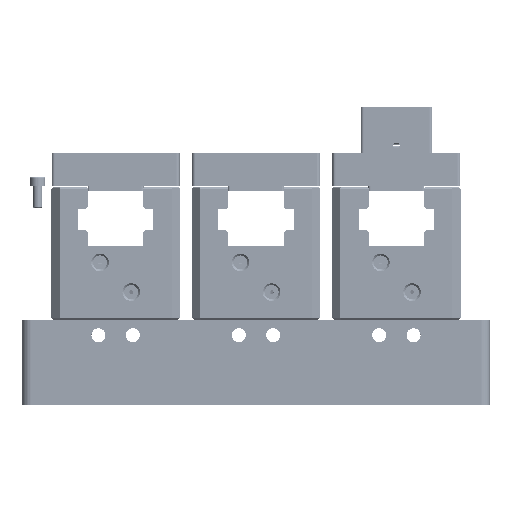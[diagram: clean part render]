
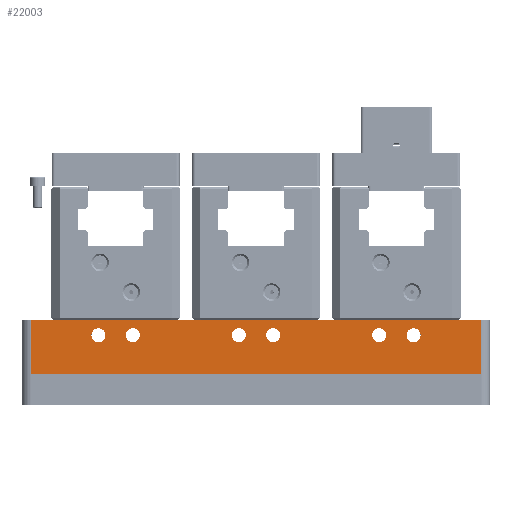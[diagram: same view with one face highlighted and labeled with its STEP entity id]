
A CAD part, left-side view. The second image highlights one B-rep face of the part: STEP entity #22003.
In plain terms, the highlighted planar face has unit normal (-1, 0, 0).
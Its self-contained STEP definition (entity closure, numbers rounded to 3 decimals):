
#5867=PLANE('',#89868);
#9300=LINE('',#130373,#15636);
#9315=LINE('',#130494,#15651);
#9316=LINE('',#130767,#15652);
#9317=LINE('',#130769,#15653);
#15636=VECTOR('',#104276,1.);
#15651=VECTOR('',#104389,1.);
#15652=VECTOR('',#104750,1.);
#15653=VECTOR('',#104753,1.);
#22003=ADVANCED_FACE('',(#29820,#29821,#29822,#29823,#29824,#29825,#29826),
#5867,.T.);
#29820=FACE_BOUND('',#35543,.T.);
#29821=FACE_BOUND('',#35544,.T.);
#29822=FACE_BOUND('',#35545,.T.);
#29823=FACE_BOUND('',#35546,.T.);
#29824=FACE_BOUND('',#35547,.T.);
#29825=FACE_BOUND('',#35548,.T.);
#29826=FACE_BOUND('',#35549,.T.);
#35543=EDGE_LOOP('',(#47348));
#35544=EDGE_LOOP('',(#47349));
#35545=EDGE_LOOP('',(#47350));
#35546=EDGE_LOOP('',(#47351));
#35547=EDGE_LOOP('',(#47352));
#35548=EDGE_LOOP('',(#47353));
#35549=EDGE_LOOP('',(#47354,#47355,#47356,#47357));
#47348=ORIENTED_EDGE('',*,*,#74512,.F.);
#47349=ORIENTED_EDGE('',*,*,#74513,.F.);
#47350=ORIENTED_EDGE('',*,*,#74514,.F.);
#47351=ORIENTED_EDGE('',*,*,#74515,.F.);
#47352=ORIENTED_EDGE('',*,*,#74516,.F.);
#47353=ORIENTED_EDGE('',*,*,#74517,.F.);
#47354=ORIENTED_EDGE('',*,*,#74510,.T.);
#47355=ORIENTED_EDGE('',*,*,#74415,.F.);
#47356=ORIENTED_EDGE('',*,*,#74511,.F.);
#47357=ORIENTED_EDGE('',*,*,#74354,.T.);
#65467=VERTEX_POINT('',#130372);
#65468=VERTEX_POINT('',#130374);
#65524=VERTEX_POINT('',#130493);
#65525=VERTEX_POINT('',#130495);
#65617=VERTEX_POINT('',#130772);
#65618=VERTEX_POINT('',#130774);
#65619=VERTEX_POINT('',#130776);
#65620=VERTEX_POINT('',#130778);
#65621=VERTEX_POINT('',#130780);
#65622=VERTEX_POINT('',#130782);
#74354=EDGE_CURVE('',#65468,#65467,#9300,.T.);
#74415=EDGE_CURVE('',#65524,#65525,#9315,.T.);
#74510=EDGE_CURVE('',#65467,#65525,#9316,.T.);
#74511=EDGE_CURVE('',#65468,#65524,#9317,.T.);
#74512=EDGE_CURVE('',#65617,#65617,#83886,.T.);
#74513=EDGE_CURVE('',#65618,#65618,#83887,.T.);
#74514=EDGE_CURVE('',#65619,#65619,#83888,.T.);
#74515=EDGE_CURVE('',#65620,#65620,#83889,.T.);
#74516=EDGE_CURVE('',#65621,#65621,#83890,.T.);
#74517=EDGE_CURVE('',#65622,#65622,#83891,.T.);
#83886=CIRCLE('',#89862,4.5);
#83887=CIRCLE('',#89863,4.5);
#83888=CIRCLE('',#89864,4.5);
#83889=CIRCLE('',#89865,4.5);
#83890=CIRCLE('',#89866,4.5);
#83891=CIRCLE('',#89867,4.5);
#89862=AXIS2_PLACEMENT_3D('',#130771,#104756,#104757);
#89863=AXIS2_PLACEMENT_3D('',#130773,#104758,#104759);
#89864=AXIS2_PLACEMENT_3D('',#130775,#104760,#104761);
#89865=AXIS2_PLACEMENT_3D('',#130777,#104762,#104763);
#89866=AXIS2_PLACEMENT_3D('',#130779,#104764,#104765);
#89867=AXIS2_PLACEMENT_3D('',#130781,#104766,#104767);
#89868=AXIS2_PLACEMENT_3D('',#130783,#104768,#104769);
#104276=DIRECTION('',(0.,1.,0.));
#104389=DIRECTION('',(0.,1.,0.));
#104750=DIRECTION('',(0.,0.,-1.));
#104753=DIRECTION('',(0.,0.,-1.));
#104756=DIRECTION('',(-1.,0.,0.));
#104757=DIRECTION('',(0.,0.,1.));
#104758=DIRECTION('',(-1.,0.,0.));
#104759=DIRECTION('',(0.,0.,1.));
#104760=DIRECTION('',(-1.,0.,0.));
#104761=DIRECTION('',(0.,0.,1.));
#104762=DIRECTION('',(-1.,0.,0.));
#104763=DIRECTION('',(0.,0.,1.));
#104764=DIRECTION('',(-1.,0.,0.));
#104765=DIRECTION('',(0.,0.,1.));
#104766=DIRECTION('',(-1.,0.,0.));
#104767=DIRECTION('',(0.,0.,1.));
#104768=DIRECTION('',(-1.,0.,0.));
#104769=DIRECTION('',(0.,0.,-1.));
#130372=CARTESIAN_POINT('',(-1040.114,151.618,550.));
#130373=CARTESIAN_POINT('',(-1040.114,157.618,550.));
#130374=CARTESIAN_POINT('',(-1040.114,-136.382,550.));
#130493=CARTESIAN_POINT('',(-1040.114,-136.382,515.));
#130494=CARTESIAN_POINT('',(-1040.114,-142.382,515.));
#130495=CARTESIAN_POINT('',(-1040.114,151.618,515.));
#130767=CARTESIAN_POINT('',(-1040.114,151.618,510.));
#130769=CARTESIAN_POINT('',(-1040.114,-136.382,510.));
#130771=CARTESIAN_POINT('',(-1040.114,-71.382,540.));
#130772=CARTESIAN_POINT('',(-1040.114,-71.382,544.5));
#130773=CARTESIAN_POINT('',(-1040.114,18.618,540.));
#130774=CARTESIAN_POINT('',(-1040.114,18.618,544.5));
#130775=CARTESIAN_POINT('',(-1040.114,108.618,540.));
#130776=CARTESIAN_POINT('',(-1040.114,108.618,544.5));
#130777=CARTESIAN_POINT('',(-1040.114,-93.382,540.));
#130778=CARTESIAN_POINT('',(-1040.114,-93.382,544.5));
#130779=CARTESIAN_POINT('',(-1040.114,-3.382,540.));
#130780=CARTESIAN_POINT('',(-1040.114,-3.382,544.5));
#130781=CARTESIAN_POINT('',(-1040.114,86.618,540.));
#130782=CARTESIAN_POINT('',(-1040.114,86.618,544.5));
#130783=CARTESIAN_POINT('',(-1040.114,157.618,510.));
